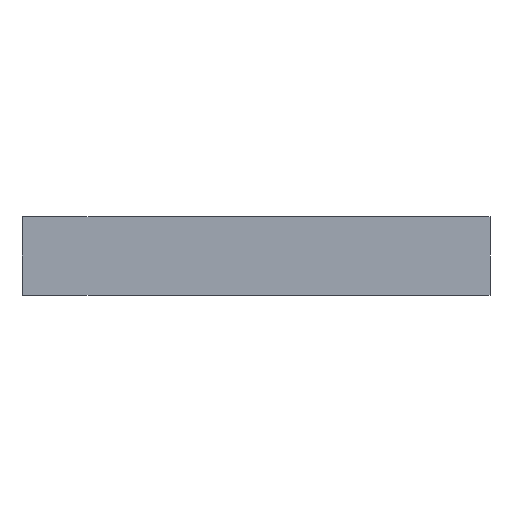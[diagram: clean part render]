
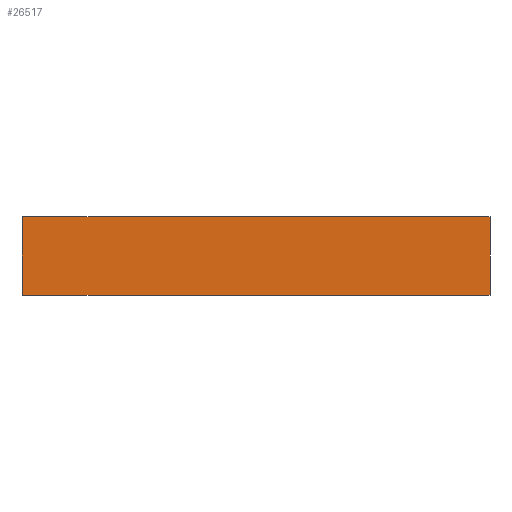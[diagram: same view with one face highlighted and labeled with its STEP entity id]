
A CAD part, front view. The second image highlights one B-rep face of the part: STEP entity #26517.
In plain terms, the highlighted planar face has unit normal (0, -1, 0).
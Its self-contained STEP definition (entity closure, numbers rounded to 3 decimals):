
#23648 = PLANE('',#23649);
#23649 = AXIS2_PLACEMENT_3D('',#23650,#23651,#23652);
#23650 = CARTESIAN_POINT('',(0.,0.,1.6)
  );
#23651 = DIRECTION('',(0.,0.,1.));
#23652 = DIRECTION('',(0.,1.,0.));
#23704 = PLANE('',#23705);
#23705 = AXIS2_PLACEMENT_3D('',#23706,#23707,#23708);
#23706 = CARTESIAN_POINT('',(0.,0.,-1.6
    ));
#23707 = DIRECTION('',(0.,0.,-1.));
#23708 = DIRECTION('',(-1.,0.,0.));
#25141 = EDGE_CURVE('',#25142,#25144,#25146,.T.);
#25142 = VERTEX_POINT('',#25143);
#25143 = CARTESIAN_POINT('',(9.5,-82.5,1.6));
#25144 = VERTEX_POINT('',#25145);
#25145 = CARTESIAN_POINT('',(-9.5,-82.5,1.6));
#25146 = SURFACE_CURVE('',#25147,(#25151,#25158),.PCURVE_S1.);
#25147 = LINE('',#25148,#25149);
#25148 = CARTESIAN_POINT('',(9.5,-82.5,1.6));
#25149 = VECTOR('',#25150,1.);
#25150 = DIRECTION('',(-1.,0.,0.));
#25151 = PCURVE('',#23648,#25152);
#25152 = DEFINITIONAL_REPRESENTATION('',(#25153),#25157);
#25153 = LINE('',#25154,#25155);
#25154 = CARTESIAN_POINT('',(-82.5,-9.5));
#25155 = VECTOR('',#25156,1.);
#25156 = DIRECTION('',(0.,1.));
#25157 = ( GEOMETRIC_REPRESENTATION_CONTEXT(2) 
PARAMETRIC_REPRESENTATION_CONTEXT() REPRESENTATION_CONTEXT('2D SPACE',''
  ) );
#25158 = PCURVE('',#25159,#25164);
#25159 = PLANE('',#25160);
#25160 = AXIS2_PLACEMENT_3D('',#25161,#25162,#25163);
#25161 = CARTESIAN_POINT('',(0.,-82.5,0.));
#25162 = DIRECTION('',(0.,-1.,0.));
#25163 = DIRECTION('',(0.,0.,-1.));
#25164 = DEFINITIONAL_REPRESENTATION('',(#25165),#25169);
#25165 = LINE('',#25166,#25167);
#25166 = CARTESIAN_POINT('',(-1.6,9.5));
#25167 = VECTOR('',#25168,1.);
#25168 = DIRECTION('',(0.,-1.));
#25169 = ( GEOMETRIC_REPRESENTATION_CONTEXT(2) 
PARAMETRIC_REPRESENTATION_CONTEXT() REPRESENTATION_CONTEXT('2D SPACE',''
  ) );
#25187 = PLANE('',#25188);
#25188 = AXIS2_PLACEMENT_3D('',#25189,#25190,#25191);
#25189 = CARTESIAN_POINT('',(9.5,-70.,0.));
#25190 = DIRECTION('',(1.,0.,0.));
#25191 = DIRECTION('',(0.,0.,1.));
#25457 = PLANE('',#25458);
#25458 = AXIS2_PLACEMENT_3D('',#25459,#25460,#25461);
#25459 = CARTESIAN_POINT('',(-9.5,-70.,0.));
#25460 = DIRECTION('',(-1.,0.,0.));
#25461 = DIRECTION('',(0.,0.,-1.));
#25521 = EDGE_CURVE('',#25522,#25524,#25526,.T.);
#25522 = VERTEX_POINT('',#25523);
#25523 = CARTESIAN_POINT('',(-9.5,-82.5,-1.6));
#25524 = VERTEX_POINT('',#25525);
#25525 = CARTESIAN_POINT('',(9.5,-82.5,-1.6));
#25526 = SURFACE_CURVE('',#25527,(#25531,#25538),.PCURVE_S1.);
#25527 = LINE('',#25528,#25529);
#25528 = CARTESIAN_POINT('',(-9.5,-82.5,-1.6));
#25529 = VECTOR('',#25530,1.);
#25530 = DIRECTION('',(1.,-0.,0.));
#25531 = PCURVE('',#23704,#25532);
#25532 = DEFINITIONAL_REPRESENTATION('',(#25533),#25537);
#25533 = LINE('',#25534,#25535);
#25534 = CARTESIAN_POINT('',(9.5,-82.5));
#25535 = VECTOR('',#25536,1.);
#25536 = DIRECTION('',(-1.,0.));
#25537 = ( GEOMETRIC_REPRESENTATION_CONTEXT(2) 
PARAMETRIC_REPRESENTATION_CONTEXT() REPRESENTATION_CONTEXT('2D SPACE',''
  ) );
#25538 = PCURVE('',#25159,#25539);
#25539 = DEFINITIONAL_REPRESENTATION('',(#25540),#25544);
#25540 = LINE('',#25541,#25542);
#25541 = CARTESIAN_POINT('',(1.6,-9.5));
#25542 = VECTOR('',#25543,1.);
#25543 = DIRECTION('',(0.,1.));
#25544 = ( GEOMETRIC_REPRESENTATION_CONTEXT(2) 
PARAMETRIC_REPRESENTATION_CONTEXT() REPRESENTATION_CONTEXT('2D SPACE',''
  ) );
#26517 = ADVANCED_FACE('',(#26518),#25159,.T.);
#26518 = FACE_BOUND('',#26519,.T.);
#26519 = EDGE_LOOP('',(#26520,#26521,#26542,#26543));
#26520 = ORIENTED_EDGE('',*,*,#25521,.T.);
#26521 = ORIENTED_EDGE('',*,*,#26522,.F.);
#26522 = EDGE_CURVE('',#25142,#25524,#26523,.T.);
#26523 = SURFACE_CURVE('',#26524,(#26528,#26535),.PCURVE_S1.);
#26524 = LINE('',#26525,#26526);
#26525 = CARTESIAN_POINT('',(9.5,-82.5,1.6));
#26526 = VECTOR('',#26527,1.);
#26527 = DIRECTION('',(0.,0.,-1.));
#26528 = PCURVE('',#25159,#26529);
#26529 = DEFINITIONAL_REPRESENTATION('',(#26530),#26534);
#26530 = LINE('',#26531,#26532);
#26531 = CARTESIAN_POINT('',(-1.6,9.5));
#26532 = VECTOR('',#26533,1.);
#26533 = DIRECTION('',(1.,0.));
#26534 = ( GEOMETRIC_REPRESENTATION_CONTEXT(2) 
PARAMETRIC_REPRESENTATION_CONTEXT() REPRESENTATION_CONTEXT('2D SPACE',''
  ) );
#26535 = PCURVE('',#25187,#26536);
#26536 = DEFINITIONAL_REPRESENTATION('',(#26537),#26541);
#26537 = LINE('',#26538,#26539);
#26538 = CARTESIAN_POINT('',(1.6,12.5));
#26539 = VECTOR('',#26540,1.);
#26540 = DIRECTION('',(-1.,0.));
#26541 = ( GEOMETRIC_REPRESENTATION_CONTEXT(2) 
PARAMETRIC_REPRESENTATION_CONTEXT() REPRESENTATION_CONTEXT('2D SPACE',''
  ) );
#26542 = ORIENTED_EDGE('',*,*,#25141,.T.);
#26543 = ORIENTED_EDGE('',*,*,#26544,.T.);
#26544 = EDGE_CURVE('',#25144,#25522,#26545,.T.);
#26545 = SURFACE_CURVE('',#26546,(#26550,#26557),.PCURVE_S1.);
#26546 = LINE('',#26547,#26548);
#26547 = CARTESIAN_POINT('',(-9.5,-82.5,1.6));
#26548 = VECTOR('',#26549,1.);
#26549 = DIRECTION('',(0.,0.,-1.));
#26550 = PCURVE('',#25159,#26551);
#26551 = DEFINITIONAL_REPRESENTATION('',(#26552),#26556);
#26552 = LINE('',#26553,#26554);
#26553 = CARTESIAN_POINT('',(-1.6,-9.5));
#26554 = VECTOR('',#26555,1.);
#26555 = DIRECTION('',(1.,0.));
#26556 = ( GEOMETRIC_REPRESENTATION_CONTEXT(2) 
PARAMETRIC_REPRESENTATION_CONTEXT() REPRESENTATION_CONTEXT('2D SPACE',''
  ) );
#26557 = PCURVE('',#25457,#26558);
#26558 = DEFINITIONAL_REPRESENTATION('',(#26559),#26563);
#26559 = LINE('',#26560,#26561);
#26560 = CARTESIAN_POINT('',(-1.6,12.5));
#26561 = VECTOR('',#26562,1.);
#26562 = DIRECTION('',(1.,0.));
#26563 = ( GEOMETRIC_REPRESENTATION_CONTEXT(2) 
PARAMETRIC_REPRESENTATION_CONTEXT() REPRESENTATION_CONTEXT('2D SPACE',''
  ) );
